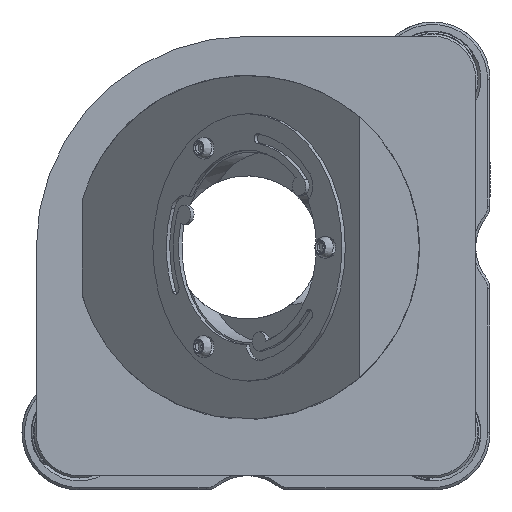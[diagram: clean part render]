
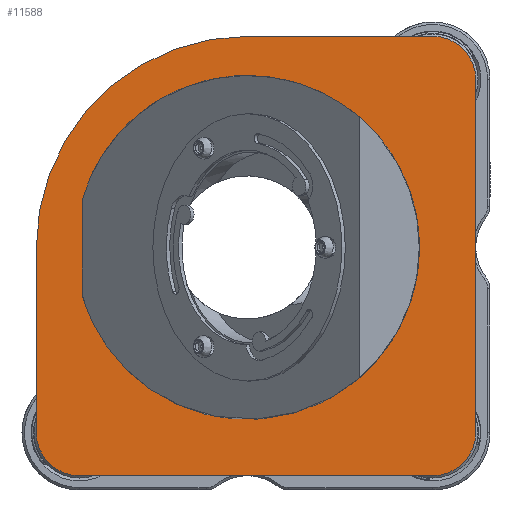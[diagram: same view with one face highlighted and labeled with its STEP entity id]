
A CAD part, left-side view. The second image highlights one B-rep face of the part: STEP entity #11588.
In plain terms, the highlighted planar face has unit normal (-1, 0, 0).
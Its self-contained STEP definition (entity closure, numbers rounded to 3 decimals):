
#349 = VERTEX_POINT ( 'NONE', #27296 ) ;
#896 = LINE ( 'NONE', #9454, #20916 ) ;
#2107 = ORIENTED_EDGE ( 'NONE', *, *, #21900, .T. ) ;
#2178 = VERTEX_POINT ( 'NONE', #16320 ) ;
#2202 = CIRCLE ( 'NONE', #9806, 18. ) ;
#2296 = ORIENTED_EDGE ( 'NONE', *, *, #21015, .T. ) ;
#2486 = CIRCLE ( 'NONE', #13241, 4.5 ) ;
#3284 = DIRECTION ( 'NONE',  ( 0., 1., 0. ) ) ;
#3301 = DIRECTION ( 'NONE',  ( 0., 1., 0. ) ) ;
#3405 = ORIENTED_EDGE ( 'NONE', *, *, #6993, .F. ) ;
#3505 = DIRECTION ( 'NONE',  ( 0., 1., 0. ) ) ;
#4351 = CIRCLE ( 'NONE', #7953, 4.5 ) ;
#4585 = VERTEX_POINT ( 'NONE', #11673 ) ;
#5215 = EDGE_CURVE ( 'NONE', #2178, #23964, #19796, .T. ) ;
#5264 = DIRECTION ( 'NONE',  ( 1., 0., 0. ) ) ;
#5405 = CARTESIAN_POINT ( 'NONE',  ( -18.5, 18.5, -18.5 ) ) ;
#5409 = EDGE_LOOP ( 'NONE', ( #2107, #3405 ) ) ;
#5610 = EDGE_CURVE ( 'NONE', #9927, #16439, #17239, .T. ) ;
#5957 = VERTEX_POINT ( 'NONE', #27027 ) ;
#6555 = DIRECTION ( 'NONE',  ( 0., 1., 0. ) ) ;
#6993 = EDGE_CURVE ( 'NONE', #10724, #349, #2202, .T. ) ;
#7609 = VECTOR ( 'NONE', #13471, 1000. ) ;
#7863 = EDGE_LOOP ( 'NONE', ( #9464, #23961, #18415, #21665, #11898, #2296, #14591, #13565 ) ) ;
#7953 = AXIS2_PLACEMENT_3D ( 'NONE', #5405, #5264, #3301 ) ;
#9061 = FACE_OUTER_BOUND ( 'NONE', #7863, .T. ) ;
#9104 = LINE ( 'NONE', #24127, #15090 ) ;
#9229 = CARTESIAN_POINT ( 'NONE',  ( -18.5, 18.193, -4.096 ) ) ;
#9454 = CARTESIAN_POINT ( 'NONE',  ( -18.5, 18.193, 23. ) ) ;
#9464 = ORIENTED_EDGE ( 'NONE', *, *, #17540, .F. ) ;
#9593 = CARTESIAN_POINT ( 'NONE',  ( -18.5, 0.9, 0.9 ) ) ;
#9806 = AXIS2_PLACEMENT_3D ( 'NONE', #23931, #11161, #19732 ) ;
#9927 = VERTEX_POINT ( 'NONE', #23486 ) ;
#10572 = CIRCLE ( 'NONE', #11919, 4.5 ) ;
#10724 = VERTEX_POINT ( 'NONE', #9229 ) ;
#11161 = DIRECTION ( 'NONE',  ( -1., 0., 0. ) ) ;
#11588 = ADVANCED_FACE ( 'NONE', ( #9061, #26459 ), #22526, .F. ) ;
#11673 = CARTESIAN_POINT ( 'NONE',  ( -18.5, -18.5, -23. ) ) ;
#11694 = DIRECTION ( 'NONE',  ( 0., 0., 1. ) ) ;
#11849 = DIRECTION ( 'NONE',  ( 1., 0., 0. ) ) ;
#11898 = ORIENTED_EDGE ( 'NONE', *, *, #20632, .F. ) ;
#11919 = AXIS2_PLACEMENT_3D ( 'NONE', #11930, #22467, #3505 ) ;
#11930 = CARTESIAN_POINT ( 'NONE',  ( -18.5, -18.5, -18.5 ) ) ;
#11980 = DIRECTION ( 'NONE',  ( 1., 0., 0. ) ) ;
#12334 = VECTOR ( 'NONE', #26685, 1000. ) ;
#13171 = DIRECTION ( 'NONE',  ( 0., 0., 1. ) ) ;
#13241 = AXIS2_PLACEMENT_3D ( 'NONE', #13654, #15494, #26155 ) ;
#13368 = CARTESIAN_POINT ( 'NONE',  ( -18.5, 18.5, -23. ) ) ;
#13471 = DIRECTION ( 'NONE',  ( 0., 0., -1. ) ) ;
#13565 = ORIENTED_EDGE ( 'NONE', *, *, #5610, .T. ) ;
#13654 = CARTESIAN_POINT ( 'NONE',  ( -18.5, -18.5, 18.5 ) ) ;
#14591 = ORIENTED_EDGE ( 'NONE', *, *, #19897, .F. ) ;
#15090 = VECTOR ( 'NONE', #13171, 1000. ) ;
#15169 = EDGE_CURVE ( 'NONE', #18272, #23964, #4351, .T. ) ;
#15459 = AXIS2_PLACEMENT_3D ( 'NONE', #9593, #11980, #18176 ) ;
#15494 = DIRECTION ( 'NONE',  ( 1., 0., 0. ) ) ;
#15897 = CIRCLE ( 'NONE', #15459, 22.1 ) ;
#16320 = CARTESIAN_POINT ( 'NONE',  ( -18.5, 23., 0.9 ) ) ;
#16439 = VERTEX_POINT ( 'NONE', #18236 ) ;
#16782 = CARTESIAN_POINT ( 'NONE',  ( -18.5, 23., -18.5 ) ) ;
#17239 = LINE ( 'NONE', #20889, #18328 ) ;
#17540 = EDGE_CURVE ( 'NONE', #2178, #16439, #15897, .T. ) ;
#17872 = CARTESIAN_POINT ( 'NONE',  ( -18.5, 23., -23. ) ) ;
#18052 = EDGE_CURVE ( 'NONE', #18272, #4585, #24314, .T. ) ;
#18145 = VERTEX_POINT ( 'NONE', #24714 ) ;
#18176 = DIRECTION ( 'NONE',  ( 0., -1., 0. ) ) ;
#18236 = CARTESIAN_POINT ( 'NONE',  ( -18.5, 0.9, 23. ) ) ;
#18272 = VERTEX_POINT ( 'NONE', #13368 ) ;
#18328 = VECTOR ( 'NONE', #6555, 1000. ) ;
#18415 = ORIENTED_EDGE ( 'NONE', *, *, #15169, .F. ) ;
#19732 = DIRECTION ( 'NONE',  ( 0., -1., 0. ) ) ;
#19796 = LINE ( 'NONE', #24146, #7609 ) ;
#19897 = EDGE_CURVE ( 'NONE', #9927, #18145, #2486, .T. ) ;
#20632 = EDGE_CURVE ( 'NONE', #5957, #4585, #10572, .T. ) ;
#20889 = CARTESIAN_POINT ( 'NONE',  ( -18.5, 23., 23. ) ) ;
#20916 = VECTOR ( 'NONE', #11694, 1000. ) ;
#21015 = EDGE_CURVE ( 'NONE', #5957, #18145, #9104, .T. ) ;
#21665 = ORIENTED_EDGE ( 'NONE', *, *, #18052, .T. ) ;
#21900 = EDGE_CURVE ( 'NONE', #10724, #349, #896, .T. ) ;
#22467 = DIRECTION ( 'NONE',  ( 1., 0., 0. ) ) ;
#22526 = PLANE ( 'NONE',  #27659 ) ;
#23486 = CARTESIAN_POINT ( 'NONE',  ( -18.5, -18.5, 23. ) ) ;
#23931 = CARTESIAN_POINT ( 'NONE',  ( -18.5, 0.9, 0.9 ) ) ;
#23961 = ORIENTED_EDGE ( 'NONE', *, *, #5215, .T. ) ;
#23964 = VERTEX_POINT ( 'NONE', #16782 ) ;
#24127 = CARTESIAN_POINT ( 'NONE',  ( -18.5, -23., 23. ) ) ;
#24146 = CARTESIAN_POINT ( 'NONE',  ( -18.5, 23., 23. ) ) ;
#24314 = LINE ( 'NONE', #17872, #12334 ) ;
#24356 = CARTESIAN_POINT ( 'NONE',  ( -18.5, 0., 0. ) ) ;
#24714 = CARTESIAN_POINT ( 'NONE',  ( -18.5, -23., 18.5 ) ) ;
#26155 = DIRECTION ( 'NONE',  ( 0., 1., 0. ) ) ;
#26459 = FACE_BOUND ( 'NONE', #5409, .T. ) ;
#26685 = DIRECTION ( 'NONE',  ( 0., -1., 0. ) ) ;
#27027 = CARTESIAN_POINT ( 'NONE',  ( -18.5, -23., -18.5 ) ) ;
#27296 = CARTESIAN_POINT ( 'NONE',  ( -18.5, 18.193, 5.896 ) ) ;
#27659 = AXIS2_PLACEMENT_3D ( 'NONE', #24356, #11849, #3284 ) ;
